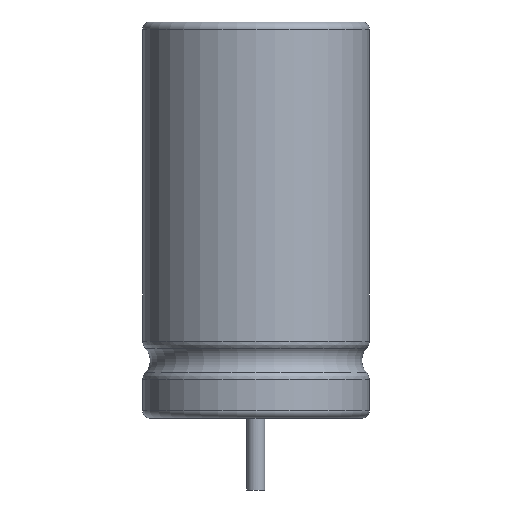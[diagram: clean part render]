
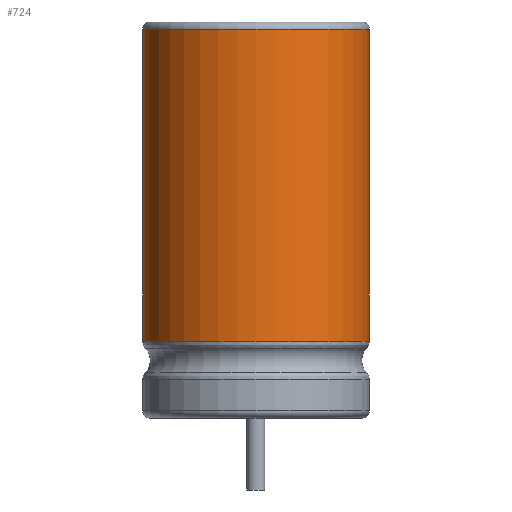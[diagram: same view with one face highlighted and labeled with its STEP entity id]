
A CAD part, left-side view. The second image highlights one B-rep face of the part: STEP entity #724.
In plain terms, the highlighted cylindrical face has radius 3.15 mm (diameter 6.3 mm), a partial arc.
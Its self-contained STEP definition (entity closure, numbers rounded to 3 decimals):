
#48=LINE('',#1128,#95);
#49=LINE('',#1131,#96);
#95=VECTOR('',#896,1.);
#96=VECTOR('',#899,1.);
#142=CYLINDRICAL_SURFACE('',#791,3.15);
#155=FACE_OUTER_BOUND('',#199,.T.);
#199=EDGE_LOOP('',(#477,#478,#479,#480));
#245=CIRCLE('',#784,3.15);
#252=CIRCLE('',#792,3.15);
#298=VERTEX_POINT('',#1113);
#299=VERTEX_POINT('',#1114);
#304=VERTEX_POINT('',#1127);
#305=VERTEX_POINT('',#1129);
#365=EDGE_CURVE('',#298,#299,#245,.T.);
#372=EDGE_CURVE('',#304,#298,#48,.T.);
#373=EDGE_CURVE('',#305,#304,#252,.T.);
#374=EDGE_CURVE('',#305,#299,#49,.T.);
#477=ORIENTED_EDGE('',*,*,#365,.F.);
#478=ORIENTED_EDGE('',*,*,#372,.F.);
#479=ORIENTED_EDGE('',*,*,#373,.F.);
#480=ORIENTED_EDGE('',*,*,#374,.T.);
#724=ADVANCED_FACE('',(#155),#142,.T.);
#784=AXIS2_PLACEMENT_3D('',#1115,#880,#881);
#791=AXIS2_PLACEMENT_3D('',#1126,#894,#895);
#792=AXIS2_PLACEMENT_3D('',#1130,#897,#898);
#880=DIRECTION('center_axis',(0.,0.,1.));
#881=DIRECTION('ref_axis',(-1.,0.,0.));
#894=DIRECTION('center_axis',(0.,0.,1.));
#895=DIRECTION('ref_axis',(-1.,0.,0.));
#896=DIRECTION('',(0.,0.,1.));
#897=DIRECTION('center_axis',(0.,0.,
-1.));
#898=DIRECTION('ref_axis',(0.924,0.383,0.));
#899=DIRECTION('',(0.,0.,1.));
#1113=CARTESIAN_POINT('',(4.16,1.205,10.8));
#1114=CARTESIAN_POINT('',(4.16,-1.205,10.8));
#1115=CARTESIAN_POINT('Origin',(1.25,0.,10.8));
#1126=CARTESIAN_POINT('Origin',(1.25,0.,2.));
#1127=CARTESIAN_POINT('',(4.16,1.205,2.135));
#1128=CARTESIAN_POINT('',(4.16,1.205,2.));
#1129=CARTESIAN_POINT('',(4.16,-1.205,2.135));
#1130=CARTESIAN_POINT('Origin',(1.25,0.,2.135));
#1131=CARTESIAN_POINT('',(4.16,-1.205,2.));
